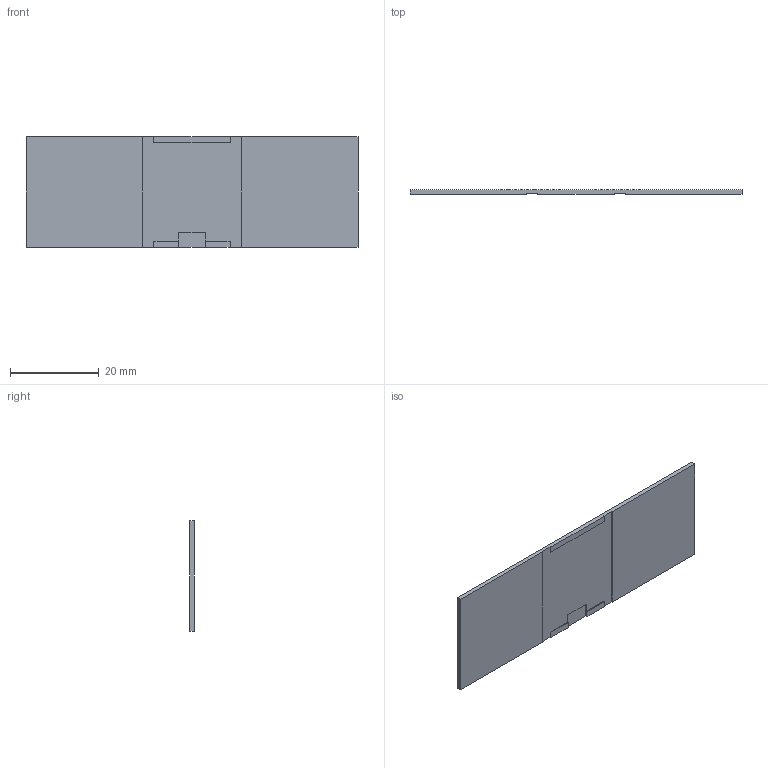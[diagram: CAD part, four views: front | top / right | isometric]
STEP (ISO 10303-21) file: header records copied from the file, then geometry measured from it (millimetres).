
FILE_DESCRIPTION(('FreeCAD Model'),'2;1');
FILE_NAME('2020-11-16 coverslip holder.stp','2020-11-24T14:00:24',('Author'),(''), 'Open CASCADE STEP processor 7.3','FreeCAD','Unknown');
FILE_SCHEMA(('AUTOMOTIVE_DESIGN { 1 0 10303 214 1 1 1 1 }'));
Length unit declared in the file: millimetre
Products named in the file (1): _020_11_16_Simonson_coverslip_holder
Bounding box: 75 x 1 x 25 mm (x, y, z)
Surface area: 3963.4 mm2 (no closed solid volume)
Topology: 0 solids, 26 shells, 26 faces, 140 edges, 140 vertices
Faces by surface type: plane 26
Entity records: 2612 total; most frequent: CARTESIAN_POINT 447, DIRECTION 334, LINE 280, VECTOR 280, ORIENTED_EDGE 140, EDGE_CURVE 140, VERTEX_POINT 140, SURFACE_CURVE 140
